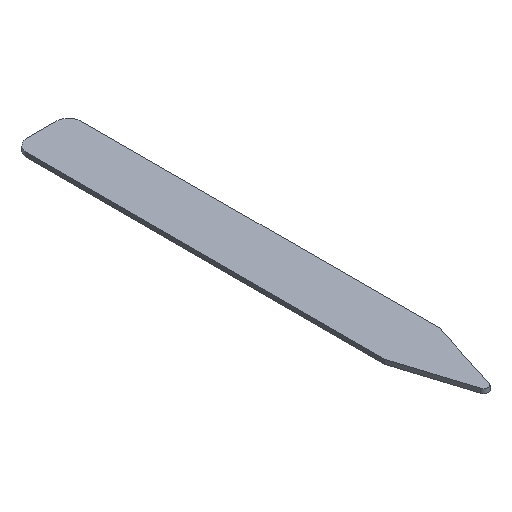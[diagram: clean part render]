
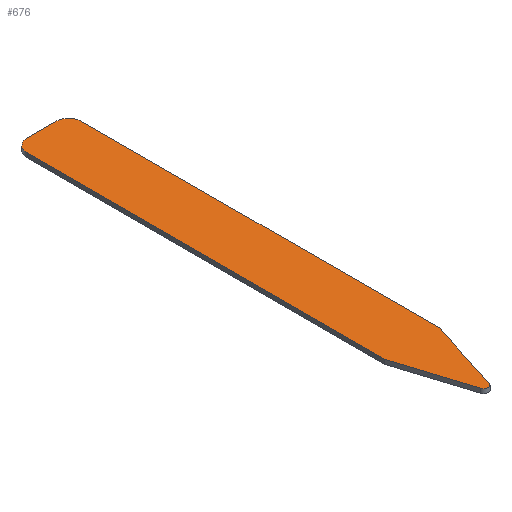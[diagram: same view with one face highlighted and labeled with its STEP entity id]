
A CAD part, isometric view. The second image highlights one B-rep face of the part: STEP entity #676.
In plain terms, the highlighted planar face has unit normal (0, 0, 1).
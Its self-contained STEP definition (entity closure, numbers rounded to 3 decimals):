
#24 = VERTEX_POINT('',#25);
#25 = CARTESIAN_POINT('',(-6.25,-41.,1.));
#32 = PLANE('',#33);
#33 = AXIS2_PLACEMENT_3D('',#34,#35,#36);
#34 = CARTESIAN_POINT('',(-6.25,-41.,0.));
#35 = DIRECTION('',(-1.,0.,0.));
#36 = DIRECTION('',(0.,1.,0.));
#44 = PLANE('',#45);
#45 = AXIS2_PLACEMENT_3D('',#46,#47,#48);
#46 = CARTESIAN_POINT('',(-6.25,-41.,0.));
#47 = DIRECTION('',(0.954,0.301,0.));
#48 = DIRECTION('',(0.301,-0.954,0.));
#56 = EDGE_CURVE('',#24,#57,#59,.T.);
#57 = VERTEX_POINT('',#58);
#58 = CARTESIAN_POINT('',(-6.25,41.,1.));
#59 = SURFACE_CURVE('',#60,(#64,#71),.PCURVE_S1.);
#60 = LINE('',#61,#62);
#61 = CARTESIAN_POINT('',(-6.25,-41.,1.));
#62 = VECTOR('',#63,1.);
#63 = DIRECTION('',(0.,1.,0.));
#64 = PCURVE('',#32,#65);
#65 = DEFINITIONAL_REPRESENTATION('',(#66),#70);
#66 = LINE('',#67,#68);
#67 = CARTESIAN_POINT('',(0.,-1.));
#68 = VECTOR('',#69,1.);
#69 = DIRECTION('',(1.,0.));
#70 = ( GEOMETRIC_REPRESENTATION_CONTEXT(2) 
PARAMETRIC_REPRESENTATION_CONTEXT() REPRESENTATION_CONTEXT('2D SPACE',''
  ) );
#71 = PCURVE('',#72,#77);
#72 = PLANE('',#73);
#73 = AXIS2_PLACEMENT_3D('',#74,#75,#76);
#74 = CARTESIAN_POINT('',(0.,-5.507,1.));
#75 = DIRECTION('',(-0.,-0.,-1.));
#76 = DIRECTION('',(-1.,0.,0.));
#77 = DEFINITIONAL_REPRESENTATION('',(#78),#82);
#78 = LINE('',#79,#80);
#79 = CARTESIAN_POINT('',(6.25,-35.493));
#80 = VECTOR('',#81,1.);
#81 = DIRECTION('',(0.,1.));
#82 = ( GEOMETRIC_REPRESENTATION_CONTEXT(2) 
PARAMETRIC_REPRESENTATION_CONTEXT() REPRESENTATION_CONTEXT('2D SPACE',''
  ) );
#100 = CYLINDRICAL_SURFACE('',#101,3.);
#101 = AXIS2_PLACEMENT_3D('',#102,#103,#104);
#102 = CARTESIAN_POINT('',(-3.25,41.,0.));
#103 = DIRECTION('',(-0.,-0.,-1.));
#104 = DIRECTION('',(1.,0.,0.));
#144 = VERTEX_POINT('',#145);
#145 = CARTESIAN_POINT('',(-3.25,44.,1.));
#159 = PLANE('',#160);
#160 = AXIS2_PLACEMENT_3D('',#161,#162,#163);
#161 = CARTESIAN_POINT('',(-3.25,44.,0.));
#162 = DIRECTION('',(0.,1.,0.));
#163 = DIRECTION('',(1.,0.,0.));
#171 = EDGE_CURVE('',#144,#57,#172,.T.);
#172 = SURFACE_CURVE('',#173,(#178,#185),.PCURVE_S1.);
#173 = CIRCLE('',#174,3.);
#174 = AXIS2_PLACEMENT_3D('',#175,#176,#177);
#175 = CARTESIAN_POINT('',(-3.25,41.,1.));
#176 = DIRECTION('',(0.,0.,1.));
#177 = DIRECTION('',(1.,0.,0.));
#178 = PCURVE('',#100,#179);
#179 = DEFINITIONAL_REPRESENTATION('',(#180),#184);
#180 = LINE('',#181,#182);
#181 = CARTESIAN_POINT('',(-0.,-1.));
#182 = VECTOR('',#183,1.);
#183 = DIRECTION('',(-1.,0.));
#184 = ( GEOMETRIC_REPRESENTATION_CONTEXT(2) 
PARAMETRIC_REPRESENTATION_CONTEXT() REPRESENTATION_CONTEXT('2D SPACE',''
  ) );
#185 = PCURVE('',#72,#186);
#186 = DEFINITIONAL_REPRESENTATION('',(#187),#195);
#187 = ( BOUNDED_CURVE() B_SPLINE_CURVE(2,(#188,#189,#190,#191,#192,#193
,#194),.UNSPECIFIED.,.T.,.F.) B_SPLINE_CURVE_WITH_KNOTS((1,2,2,2,2,1),(
    -2.094,0.,2.094,4.189,6.283,
8.378),.UNSPECIFIED.) CURVE() GEOMETRIC_REPRESENTATION_ITEM() 
RATIONAL_B_SPLINE_CURVE((1.,0.5,1.,0.5,1.,0.5,1.)) REPRESENTATION_ITEM(
  '') );
#188 = CARTESIAN_POINT('',(0.25,46.507));
#189 = CARTESIAN_POINT('',(0.25,51.703));
#190 = CARTESIAN_POINT('',(4.75,49.105));
#191 = CARTESIAN_POINT('',(9.25,46.507));
#192 = CARTESIAN_POINT('',(4.75,43.908));
#193 = CARTESIAN_POINT('',(0.25,41.31));
#194 = CARTESIAN_POINT('',(0.25,46.507));
#195 = ( GEOMETRIC_REPRESENTATION_CONTEXT(2) 
PARAMETRIC_REPRESENTATION_CONTEXT() REPRESENTATION_CONTEXT('2D SPACE',''
  ) );
#228 = EDGE_CURVE('',#144,#229,#231,.T.);
#229 = VERTEX_POINT('',#230);
#230 = CARTESIAN_POINT('',(3.25,44.,1.));
#231 = SURFACE_CURVE('',#232,(#236,#243),.PCURVE_S1.);
#232 = LINE('',#233,#234);
#233 = CARTESIAN_POINT('',(-3.25,44.,1.));
#234 = VECTOR('',#235,1.);
#235 = DIRECTION('',(1.,0.,0.));
#236 = PCURVE('',#159,#237);
#237 = DEFINITIONAL_REPRESENTATION('',(#238),#242);
#238 = LINE('',#239,#240);
#239 = CARTESIAN_POINT('',(0.,-1.));
#240 = VECTOR('',#241,1.);
#241 = DIRECTION('',(1.,0.));
#242 = ( GEOMETRIC_REPRESENTATION_CONTEXT(2) 
PARAMETRIC_REPRESENTATION_CONTEXT() REPRESENTATION_CONTEXT('2D SPACE',''
  ) );
#243 = PCURVE('',#72,#244);
#244 = DEFINITIONAL_REPRESENTATION('',(#245),#249);
#245 = LINE('',#246,#247);
#246 = CARTESIAN_POINT('',(3.25,49.507));
#247 = VECTOR('',#248,1.);
#248 = DIRECTION('',(-1.,0.));
#249 = ( GEOMETRIC_REPRESENTATION_CONTEXT(2) 
PARAMETRIC_REPRESENTATION_CONTEXT() REPRESENTATION_CONTEXT('2D SPACE',''
  ) );
#267 = CYLINDRICAL_SURFACE('',#268,3.);
#268 = AXIS2_PLACEMENT_3D('',#269,#270,#271);
#269 = CARTESIAN_POINT('',(3.25,41.,0.));
#270 = DIRECTION('',(-0.,-0.,-1.));
#271 = DIRECTION('',(1.,0.,0.));
#306 = VERTEX_POINT('',#307);
#307 = CARTESIAN_POINT('',(6.25,41.,1.));
#321 = PLANE('',#322);
#322 = AXIS2_PLACEMENT_3D('',#323,#324,#325);
#323 = CARTESIAN_POINT('',(6.25,41.,0.));
#324 = DIRECTION('',(1.,0.,0.));
#325 = DIRECTION('',(0.,-1.,0.));
#333 = EDGE_CURVE('',#306,#229,#334,.T.);
#334 = SURFACE_CURVE('',#335,(#340,#347),.PCURVE_S1.);
#335 = CIRCLE('',#336,3.);
#336 = AXIS2_PLACEMENT_3D('',#337,#338,#339);
#337 = CARTESIAN_POINT('',(3.25,41.,1.));
#338 = DIRECTION('',(0.,0.,1.));
#339 = DIRECTION('',(1.,0.,0.));
#340 = PCURVE('',#267,#341);
#341 = DEFINITIONAL_REPRESENTATION('',(#342),#346);
#342 = LINE('',#343,#344);
#343 = CARTESIAN_POINT('',(-0.,-1.));
#344 = VECTOR('',#345,1.);
#345 = DIRECTION('',(-1.,0.));
#346 = ( GEOMETRIC_REPRESENTATION_CONTEXT(2) 
PARAMETRIC_REPRESENTATION_CONTEXT() REPRESENTATION_CONTEXT('2D SPACE',''
  ) );
#347 = PCURVE('',#72,#348);
#348 = DEFINITIONAL_REPRESENTATION('',(#349),#357);
#349 = ( BOUNDED_CURVE() B_SPLINE_CURVE(2,(#350,#351,#352,#353,#354,#355
,#356),.UNSPECIFIED.,.T.,.F.) B_SPLINE_CURVE_WITH_KNOTS((1,2,2,2,2,1),(
    -2.094,0.,2.094,4.189,6.283,
8.378),.UNSPECIFIED.) CURVE() GEOMETRIC_REPRESENTATION_ITEM() 
RATIONAL_B_SPLINE_CURVE((1.,0.5,1.,0.5,1.,0.5,1.)) REPRESENTATION_ITEM(
  '') );
#350 = CARTESIAN_POINT('',(-6.25,46.507));
#351 = CARTESIAN_POINT('',(-6.25,51.703));
#352 = CARTESIAN_POINT('',(-1.75,49.105));
#353 = CARTESIAN_POINT('',(2.75,46.507));
#354 = CARTESIAN_POINT('',(-1.75,43.908));
#355 = CARTESIAN_POINT('',(-6.25,41.31));
#356 = CARTESIAN_POINT('',(-6.25,46.507));
#357 = ( GEOMETRIC_REPRESENTATION_CONTEXT(2) 
PARAMETRIC_REPRESENTATION_CONTEXT() REPRESENTATION_CONTEXT('2D SPACE',''
  ) );
#390 = EDGE_CURVE('',#306,#391,#393,.T.);
#391 = VERTEX_POINT('',#392);
#392 = CARTESIAN_POINT('',(6.25,-41.,1.));
#393 = SURFACE_CURVE('',#394,(#398,#405),.PCURVE_S1.);
#394 = LINE('',#395,#396);
#395 = CARTESIAN_POINT('',(6.25,41.,1.));
#396 = VECTOR('',#397,1.);
#397 = DIRECTION('',(0.,-1.,0.));
#398 = PCURVE('',#321,#399);
#399 = DEFINITIONAL_REPRESENTATION('',(#400),#404);
#400 = LINE('',#401,#402);
#401 = CARTESIAN_POINT('',(0.,-1.));
#402 = VECTOR('',#403,1.);
#403 = DIRECTION('',(1.,0.));
#404 = ( GEOMETRIC_REPRESENTATION_CONTEXT(2) 
PARAMETRIC_REPRESENTATION_CONTEXT() REPRESENTATION_CONTEXT('2D SPACE',''
  ) );
#405 = PCURVE('',#72,#406);
#406 = DEFINITIONAL_REPRESENTATION('',(#407),#411);
#407 = LINE('',#408,#409);
#408 = CARTESIAN_POINT('',(-6.25,46.507));
#409 = VECTOR('',#410,1.);
#410 = DIRECTION('',(0.,-1.));
#411 = ( GEOMETRIC_REPRESENTATION_CONTEXT(2) 
PARAMETRIC_REPRESENTATION_CONTEXT() REPRESENTATION_CONTEXT('2D SPACE',''
  ) );
#429 = PLANE('',#430);
#430 = AXIS2_PLACEMENT_3D('',#431,#432,#433);
#431 = CARTESIAN_POINT('',(6.25,-41.,0.));
#432 = DIRECTION('',(0.954,-0.301,0.));
#433 = DIRECTION('',(-0.301,-0.954,0.));
#466 = EDGE_CURVE('',#391,#467,#469,.T.);
#467 = VERTEX_POINT('',#468);
#468 = CARTESIAN_POINT('',(0.954,-57.798,1.));
#469 = SURFACE_CURVE('',#470,(#474,#481),.PCURVE_S1.);
#470 = LINE('',#471,#472);
#471 = CARTESIAN_POINT('',(6.25,-41.,1.));
#472 = VECTOR('',#473,1.);
#473 = DIRECTION('',(-0.301,-0.954,0.));
#474 = PCURVE('',#429,#475);
#475 = DEFINITIONAL_REPRESENTATION('',(#476),#480);
#476 = LINE('',#477,#478);
#477 = CARTESIAN_POINT('',(0.,-1.));
#478 = VECTOR('',#479,1.);
#479 = DIRECTION('',(1.,0.));
#480 = ( GEOMETRIC_REPRESENTATION_CONTEXT(2) 
PARAMETRIC_REPRESENTATION_CONTEXT() REPRESENTATION_CONTEXT('2D SPACE',''
  ) );
#481 = PCURVE('',#72,#482);
#482 = DEFINITIONAL_REPRESENTATION('',(#483),#487);
#483 = LINE('',#484,#485);
#484 = CARTESIAN_POINT('',(-6.25,-35.493));
#485 = VECTOR('',#486,1.);
#486 = DIRECTION('',(0.301,-0.954));
#487 = ( GEOMETRIC_REPRESENTATION_CONTEXT(2) 
PARAMETRIC_REPRESENTATION_CONTEXT() REPRESENTATION_CONTEXT('2D SPACE',''
  ) );
#505 = CYLINDRICAL_SURFACE('',#506,1.);
#506 = AXIS2_PLACEMENT_3D('',#507,#508,#509);
#507 = CARTESIAN_POINT('',(0.,-57.497,0.));
#508 = DIRECTION('',(-0.,-0.,-1.));
#509 = DIRECTION('',(1.,0.,0.));
#544 = VERTEX_POINT('',#545);
#545 = CARTESIAN_POINT('',(-0.954,-57.798,1.));
#566 = EDGE_CURVE('',#544,#467,#567,.T.);
#567 = SURFACE_CURVE('',#568,(#573,#580),.PCURVE_S1.);
#568 = CIRCLE('',#569,1.);
#569 = AXIS2_PLACEMENT_3D('',#570,#571,#572);
#570 = CARTESIAN_POINT('',(0.,-57.497,1.));
#571 = DIRECTION('',(0.,0.,1.));
#572 = DIRECTION('',(1.,0.,0.));
#573 = PCURVE('',#505,#574);
#574 = DEFINITIONAL_REPRESENTATION('',(#575),#579);
#575 = LINE('',#576,#577);
#576 = CARTESIAN_POINT('',(-0.,-1.));
#577 = VECTOR('',#578,1.);
#578 = DIRECTION('',(-1.,0.));
#579 = ( GEOMETRIC_REPRESENTATION_CONTEXT(2) 
PARAMETRIC_REPRESENTATION_CONTEXT() REPRESENTATION_CONTEXT('2D SPACE',''
  ) );
#580 = PCURVE('',#72,#581);
#581 = DEFINITIONAL_REPRESENTATION('',(#582),#590);
#582 = ( BOUNDED_CURVE() B_SPLINE_CURVE(2,(#583,#584,#585,#586,#587,#588
,#589),.UNSPECIFIED.,.T.,.F.) B_SPLINE_CURVE_WITH_KNOTS((1,2,2,2,2,1),(
    -2.094,0.,2.094,4.189,6.283,
8.378),.UNSPECIFIED.) CURVE() GEOMETRIC_REPRESENTATION_ITEM() 
RATIONAL_B_SPLINE_CURVE((1.,0.5,1.,0.5,1.,0.5,1.)) REPRESENTATION_ITEM(
  '') );
#583 = CARTESIAN_POINT('',(-1.,-51.99));
#584 = CARTESIAN_POINT('',(-1.,-50.258));
#585 = CARTESIAN_POINT('',(0.5,-51.124));
#586 = CARTESIAN_POINT('',(2.,-51.99));
#587 = CARTESIAN_POINT('',(0.5,-52.856));
#588 = CARTESIAN_POINT('',(-1.,-53.722));
#589 = CARTESIAN_POINT('',(-1.,-51.99));
#590 = ( GEOMETRIC_REPRESENTATION_CONTEXT(2) 
PARAMETRIC_REPRESENTATION_CONTEXT() REPRESENTATION_CONTEXT('2D SPACE',''
  ) );
#623 = EDGE_CURVE('',#24,#544,#624,.T.);
#624 = SURFACE_CURVE('',#625,(#629,#636),.PCURVE_S1.);
#625 = LINE('',#626,#627);
#626 = CARTESIAN_POINT('',(-6.25,-41.,1.));
#627 = VECTOR('',#628,1.);
#628 = DIRECTION('',(0.301,-0.954,0.));
#629 = PCURVE('',#44,#630);
#630 = DEFINITIONAL_REPRESENTATION('',(#631),#635);
#631 = LINE('',#632,#633);
#632 = CARTESIAN_POINT('',(0.,-1.));
#633 = VECTOR('',#634,1.);
#634 = DIRECTION('',(1.,0.));
#635 = ( GEOMETRIC_REPRESENTATION_CONTEXT(2) 
PARAMETRIC_REPRESENTATION_CONTEXT() REPRESENTATION_CONTEXT('2D SPACE',''
  ) );
#636 = PCURVE('',#72,#637);
#637 = DEFINITIONAL_REPRESENTATION('',(#638),#642);
#638 = LINE('',#639,#640);
#639 = CARTESIAN_POINT('',(6.25,-35.493));
#640 = VECTOR('',#641,1.);
#641 = DIRECTION('',(-0.301,-0.954));
#642 = ( GEOMETRIC_REPRESENTATION_CONTEXT(2) 
PARAMETRIC_REPRESENTATION_CONTEXT() REPRESENTATION_CONTEXT('2D SPACE',''
  ) );
#676 = ADVANCED_FACE('',(#677),#72,.F.);
#677 = FACE_BOUND('',#678,.F.);
#678 = EDGE_LOOP('',(#679,#680,#681,#682,#683,#684,#685,#686));
#679 = ORIENTED_EDGE('',*,*,#56,.T.);
#680 = ORIENTED_EDGE('',*,*,#171,.F.);
#681 = ORIENTED_EDGE('',*,*,#228,.T.);
#682 = ORIENTED_EDGE('',*,*,#333,.F.);
#683 = ORIENTED_EDGE('',*,*,#390,.T.);
#684 = ORIENTED_EDGE('',*,*,#466,.T.);
#685 = ORIENTED_EDGE('',*,*,#566,.F.);
#686 = ORIENTED_EDGE('',*,*,#623,.F.);
